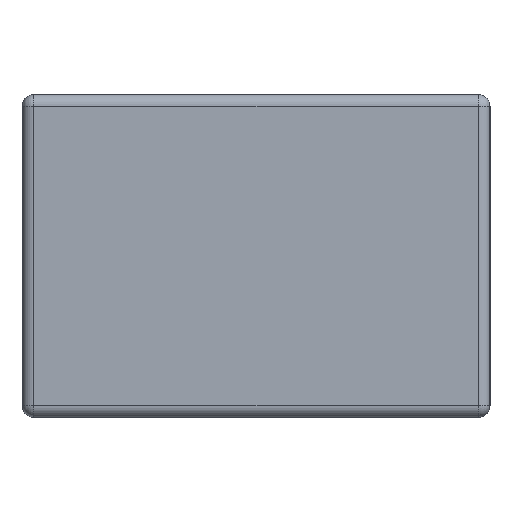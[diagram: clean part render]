
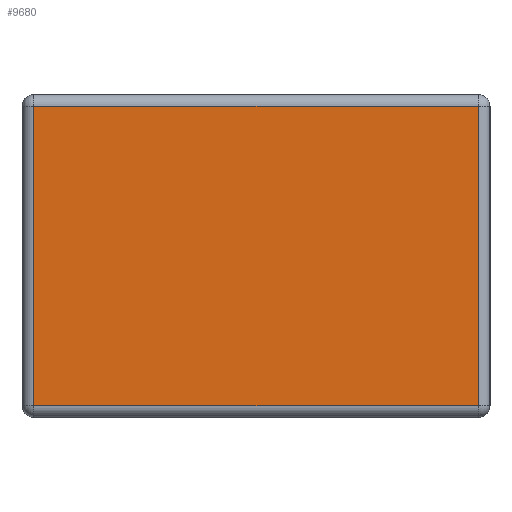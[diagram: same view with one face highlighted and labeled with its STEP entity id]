
A CAD part, left-side view. The second image highlights one B-rep face of the part: STEP entity #9680.
In plain terms, the highlighted planar face has unit normal (-1, 0, 0).
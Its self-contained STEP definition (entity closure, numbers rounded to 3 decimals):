
#249 = DIRECTION ( 'NONE',  ( 0., 0., 1. ) ) ;
#670 = CARTESIAN_POINT ( 'NONE',  ( -1.6, 0.798, 0.51 ) ) ;
#1435 = AXIS2_PLACEMENT_3D ( 'NONE', #8066, #15885, #4478 ) ;
#1915 = VERTEX_POINT ( 'NONE', #6953 ) ;
#2805 = CARTESIAN_POINT ( 'NONE',  ( -1.6, -0.758, 0.51 ) ) ;
#3025 = DIRECTION ( 'NONE',  ( 0., 0., -1. ) ) ;
#3045 = PLANE ( 'NONE',  #1435 ) ;
#3680 = LINE ( 'NONE', #13794, #14655 ) ;
#4400 = FACE_OUTER_BOUND ( 'NONE', #11815, .T. ) ;
#4419 = VERTEX_POINT ( 'NONE', #15365 ) ;
#4478 = DIRECTION ( 'NONE',  ( 0., 0., -1. ) ) ;
#5347 = ORIENTED_EDGE ( 'NONE', *, *, #15714, .T. ) ;
#5718 = ORIENTED_EDGE ( 'NONE', *, *, #13654, .T. ) ;
#5895 = CARTESIAN_POINT ( 'NONE',  ( -1.6, -0.798, -0.51 ) ) ;
#6058 = EDGE_CURVE ( 'NONE', #1915, #6115, #3680, .T. ) ;
#6115 = VERTEX_POINT ( 'NONE', #12543 ) ;
#6953 = CARTESIAN_POINT ( 'NONE',  ( -1.6, 0.758, 0.51 ) ) ;
#8066 = CARTESIAN_POINT ( 'NONE',  ( -1.6, 0., 0. ) ) ;
#9174 = VERTEX_POINT ( 'NONE', #2805 ) ;
#9608 = DIRECTION ( 'NONE',  ( 0., 1., 0. ) ) ;
#9680 = ADVANCED_FACE ( 'NONE', ( #4400 ), #3045, .T. ) ;
#9924 = ORIENTED_EDGE ( 'NONE', *, *, #13564, .T. ) ;
#10131 = CARTESIAN_POINT ( 'NONE',  ( -1.6, -0.758, 0.55 ) ) ;
#11122 = DIRECTION ( 'NONE',  ( 0., -1., 0. ) ) ;
#11573 = VECTOR ( 'NONE', #9608, 1000. ) ;
#11617 = LINE ( 'NONE', #10131, #12364 ) ;
#11815 = EDGE_LOOP ( 'NONE', ( #5347, #12575, #9924, #5718 ) ) ;
#12001 = LINE ( 'NONE', #670, #11573 ) ;
#12364 = VECTOR ( 'NONE', #249, 1000. ) ;
#12543 = CARTESIAN_POINT ( 'NONE',  ( -1.6, 0.758, -0.51 ) ) ;
#12575 = ORIENTED_EDGE ( 'NONE', *, *, #6058, .T. ) ;
#13564 = EDGE_CURVE ( 'NONE', #6115, #4419, #14968, .T. ) ;
#13654 = EDGE_CURVE ( 'NONE', #4419, #9174, #11617, .T. ) ;
#13794 = CARTESIAN_POINT ( 'NONE',  ( -1.6, 0.758, -0.55 ) ) ;
#14655 = VECTOR ( 'NONE', #3025, 1000. ) ;
#14968 = LINE ( 'NONE', #5895, #16112 ) ;
#15365 = CARTESIAN_POINT ( 'NONE',  ( -1.6, -0.758, -0.51 ) ) ;
#15714 = EDGE_CURVE ( 'NONE', #9174, #1915, #12001, .T. ) ;
#15885 = DIRECTION ( 'NONE',  ( -1., 0., 0. ) ) ;
#16112 = VECTOR ( 'NONE', #11122, 1000. ) ;
